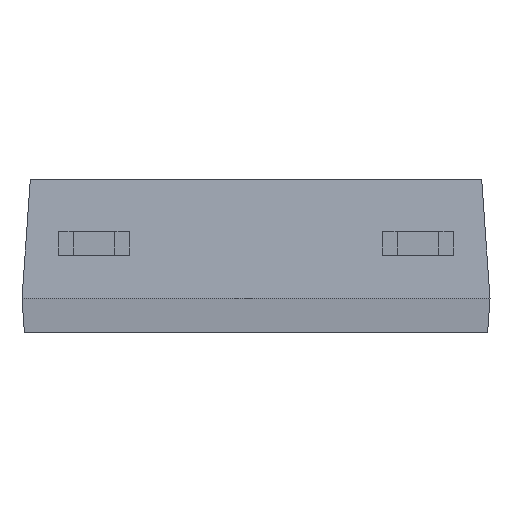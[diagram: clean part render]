
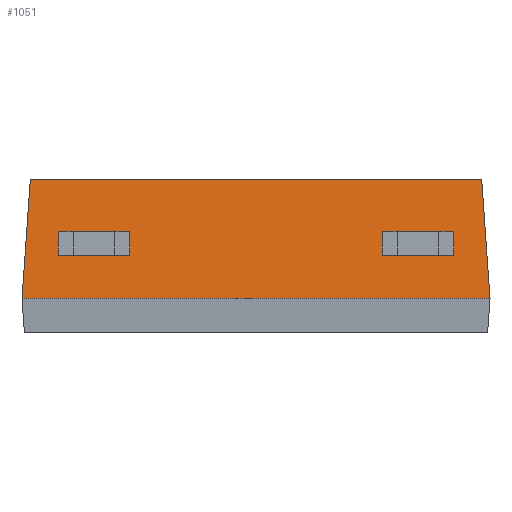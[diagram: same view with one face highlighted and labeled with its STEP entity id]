
A CAD part, front view. The second image highlights one B-rep face of the part: STEP entity #1051.
In plain terms, the highlighted planar face has unit normal (0, -0.998, 0.07).
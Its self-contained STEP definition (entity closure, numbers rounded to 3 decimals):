
#61 = AXIS2_PLACEMENT_3D ( 'NONE', #774, #403, #608 ) ;
#96 = VECTOR ( 'NONE', #709, 1000. ) ;
#117 = VECTOR ( 'NONE', #725, 1000. ) ;
#122 = VECTOR ( 'NONE', #395, 1000. ) ;
#124 = VECTOR ( 'NONE', #980, 1000. ) ;
#330 = VERTEX_POINT ( 'NONE', #383 ) ;
#383 = CARTESIAN_POINT ( 'NONE',  ( -7.595, 0.28, 4. ) ) ;
#387 = CARTESIAN_POINT ( 'NONE',  ( 7.595, 0.28, 4. ) ) ;
#395 = DIRECTION ( 'NONE',  ( -0.07, -0.07, -0.995 ) ) ;
#403 = DIRECTION ( 'NONE',  ( 0., -0.998, 0.07 ) ) ;
#422 = VERTEX_POINT ( 'NONE', #728 ) ;
#436 = ORIENTED_EDGE ( 'NONE', *, *, #1155, .F. ) ;
#493 = ORIENTED_EDGE ( 'NONE', *, *, #1150, .T. ) ;
#524 = PLANE ( 'NONE',  #61 ) ;
#534 = VERTEX_POINT ( 'NONE', #387 ) ;
#571 = CARTESIAN_POINT ( 'NONE',  ( 7.875, 0., 0. ) ) ;
#590 = FACE_OUTER_BOUND ( 'NONE', #626, .T. ) ;
#593 = LINE ( 'NONE', #973, #122 ) ;
#603 = ORIENTED_EDGE ( 'NONE', *, *, #1122, .F. ) ;
#608 = DIRECTION ( 'NONE',  ( 0., -0.07, -0.998 ) ) ;
#626 = EDGE_LOOP ( 'NONE', ( #493, #603, #436, #696 ) ) ;
#696 = ORIENTED_EDGE ( 'NONE', *, *, #1153, .T. ) ;
#709 = DIRECTION ( 'NONE',  ( 0.07, -0.07, -0.995 ) ) ;
#725 = DIRECTION ( 'NONE',  ( 1., 0., 0. ) ) ;
#728 = CARTESIAN_POINT ( 'NONE',  ( 7.875, 0., 0. ) ) ;
#731 = LINE ( 'NONE', #987, #124 ) ;
#774 = CARTESIAN_POINT ( 'NONE',  ( -7.875, 0., 0. ) ) ;
#919 = LINE ( 'NONE', #571, #96 ) ;
#920 = CARTESIAN_POINT ( 'NONE',  ( -7.875, 0.28, 4. ) ) ;
#944 = CARTESIAN_POINT ( 'NONE',  ( -7.875, 0., 0. ) ) ;
#950 = LINE ( 'NONE', #920, #117 ) ;
#973 = CARTESIAN_POINT ( 'NONE',  ( -7.875, 0., 0. ) ) ;
#980 = DIRECTION ( 'NONE',  ( 1., 0., 0. ) ) ;
#987 = CARTESIAN_POINT ( 'NONE',  ( -7.875, 0., 0. ) ) ;
#1016 = VERTEX_POINT ( 'NONE', #944 ) ;
#1051 = ADVANCED_FACE ( 'NONE', ( #590 ), #524, .T. ) ;
#1122 = EDGE_CURVE ( 'NONE', #534, #422, #919, .T. ) ;
#1150 = EDGE_CURVE ( 'NONE', #1016, #422, #731, .T. ) ;
#1153 = EDGE_CURVE ( 'NONE', #330, #1016, #593, .T. ) ;
#1155 = EDGE_CURVE ( 'NONE', #330, #534, #950, .T. ) ;
